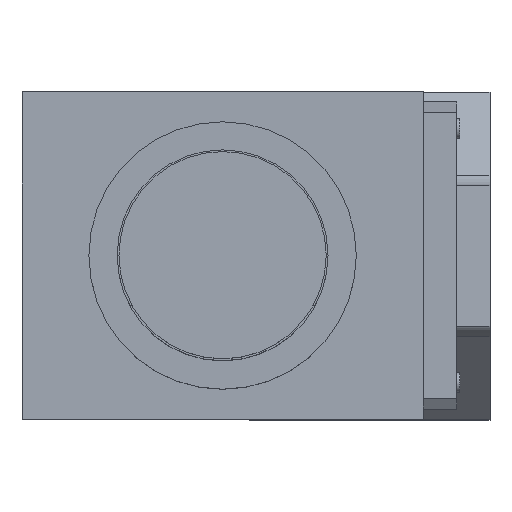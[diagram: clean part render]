
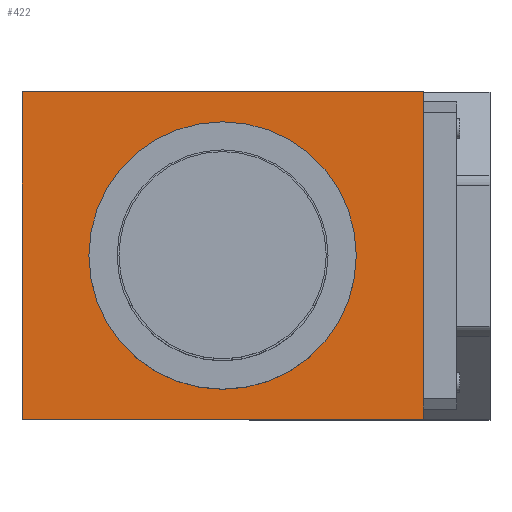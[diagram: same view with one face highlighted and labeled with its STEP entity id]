
A CAD part, top view. The second image highlights one B-rep face of the part: STEP entity #422.
In plain terms, the highlighted planar face has unit normal (0, 0, 1).
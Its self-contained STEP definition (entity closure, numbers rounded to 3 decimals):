
#72=LINE('',#1957,#180);
#121=LINE('',#2081,#229);
#131=LINE('',#2097,#239);
#136=LINE('',#2106,#244);
#137=LINE('',#2107,#245);
#138=LINE('',#2109,#246);
#180=VECTOR('',#1527,1.);
#229=VECTOR('',#1642,1.);
#239=VECTOR('',#1654,1.);
#244=VECTOR('',#1667,1.);
#245=VECTOR('',#1668,1.);
#246=VECTOR('',#1671,1.);
#283=CIRCLE('',#1270,40.);
#344=FACE_BOUND('',#613,.T.);
#345=FACE_BOUND('',#614,.T.);
#422=ADVANCED_FACE('',(#344,#345),#476,.T.);
#476=PLANE('',#1344);
#613=EDGE_LOOP('',(#895,#896,#897,#898,#899,#900));
#614=EDGE_LOOP('',(#901));
#895=ORIENTED_EDGE('',*,*,#1199,.F.);
#896=ORIENTED_EDGE('',*,*,#1206,.F.);
#897=ORIENTED_EDGE('',*,*,#1189,.T.);
#898=ORIENTED_EDGE('',*,*,#1205,.T.);
#899=ORIENTED_EDGE('',*,*,#1130,.T.);
#900=ORIENTED_EDGE('',*,*,#1204,.T.);
#901=ORIENTED_EDGE('',*,*,#1084,.F.);
#969=VERTEX_POINT('',#1856);
#1005=VERTEX_POINT('',#1958);
#1006=VERTEX_POINT('',#1959);
#1046=VERTEX_POINT('',#2080);
#1047=VERTEX_POINT('',#2082);
#1049=VERTEX_POINT('',#2090);
#1051=VERTEX_POINT('',#2096);
#1084=EDGE_CURVE('',#969,#969,#283,.T.);
#1130=EDGE_CURVE('',#1005,#1006,#72,.T.);
#1189=EDGE_CURVE('',#1047,#1046,#121,.T.);
#1199=EDGE_CURVE('',#1051,#1049,#131,.T.);
#1204=EDGE_CURVE('',#1006,#1049,#136,.T.);
#1205=EDGE_CURVE('',#1046,#1005,#137,.T.);
#1206=EDGE_CURVE('',#1047,#1051,#138,.T.);
#1270=AXIS2_PLACEMENT_3D('',#1855,#1426,#1427);
#1344=AXIS2_PLACEMENT_3D('',#2110,#1672,#1673);
#1426=DIRECTION('',(0.,0.,1.));
#1427=DIRECTION('',(-1.,0.,0.));
#1527=DIRECTION('',(0.,1.,0.));
#1642=DIRECTION('',(1.,0.,0.));
#1654=DIRECTION('',(1.,0.,0.));
#1667=DIRECTION('',(0.,1.,0.));
#1668=DIRECTION('',(0.,1.,0.));
#1671=DIRECTION('',(0.,1.,0.));
#1672=DIRECTION('',(0.,0.,1.));
#1673=DIRECTION('',(-1.,0.,0.));
#1855=CARTESIAN_POINT('',(0.,0.,0.));
#1856=CARTESIAN_POINT('',(-40.,0.,0.));
#1957=CARTESIAN_POINT('',(60.,-49.,0.));
#1958=CARTESIAN_POINT('',(60.,-45.598,0.));
#1959=CARTESIAN_POINT('',(60.,45.598,0.));
#2080=CARTESIAN_POINT('',(60.,-49.,0.));
#2081=CARTESIAN_POINT('',(60.,-49.,0.));
#2082=CARTESIAN_POINT('',(-60.,-49.,0.));
#2090=CARTESIAN_POINT('',(60.,49.,0.));
#2096=CARTESIAN_POINT('',(-60.,49.,0.));
#2097=CARTESIAN_POINT('',(60.,49.,0.));
#2106=CARTESIAN_POINT('',(60.,-49.,0.));
#2107=CARTESIAN_POINT('',(60.,-49.,0.));
#2109=CARTESIAN_POINT('',(-60.,-49.,0.));
#2110=CARTESIAN_POINT('',(60.,-49.,0.));
